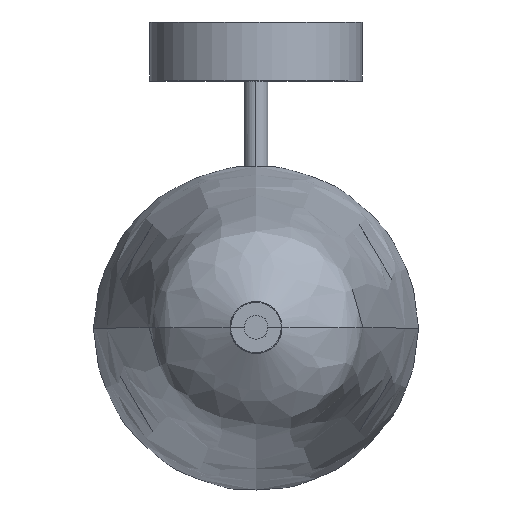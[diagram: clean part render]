
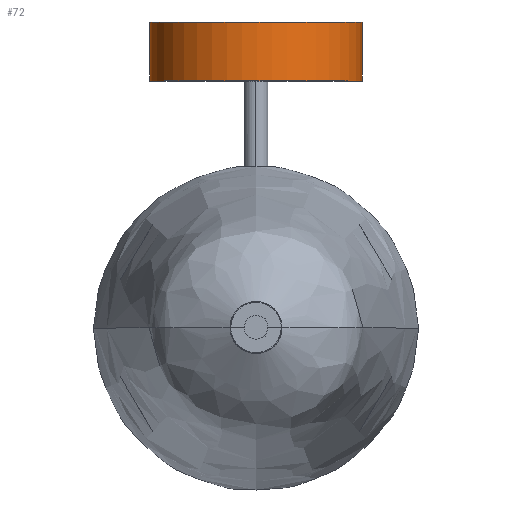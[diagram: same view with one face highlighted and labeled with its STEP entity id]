
A CAD part, top view. The second image highlights one B-rep face of the part: STEP entity #72.
In plain terms, the highlighted cylindrical face has radius 45 mm (diameter 90 mm), a partial arc.
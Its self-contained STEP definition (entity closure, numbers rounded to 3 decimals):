
#72=ADVANCED_FACE('',(#123),#683,.T.);
#123=FACE_OUTER_BOUND('',#174,.T.);
#174=EDGE_LOOP('',(#240,#241,#242,#243));
#240=ORIENTED_EDGE('',*,*,#427,.T.);
#241=ORIENTED_EDGE('',*,*,#426,.F.);
#242=ORIENTED_EDGE('',*,*,#425,.F.);
#243=ORIENTED_EDGE('',*,*,#424,.T.);
#424=EDGE_CURVE('',#628,#630,#556,.T.);
#425=EDGE_CURVE('',#628,#629,#557,.T.);
#426=EDGE_CURVE('',#629,#631,#558,.T.);
#427=EDGE_CURVE('',#630,#631,#559,.T.);
#556=(
BOUNDED_CURVE()
B_SPLINE_CURVE(2,(#945,#946,#947,#948,#949),.UNSPECIFIED.,.F.,.F.)
B_SPLINE_CURVE_WITH_KNOTS((3,2,3),(0.,70.686,141.372),
 .UNSPECIFIED.)
CURVE()
GEOMETRIC_REPRESENTATION_ITEM()
RATIONAL_B_SPLINE_CURVE((1.,0.707,1.,0.707,1.))
REPRESENTATION_ITEM('')
);
#557=(
BOUNDED_CURVE()
B_SPLINE_CURVE(1,(#950,#951),.UNSPECIFIED.,.F.,.F.)
B_SPLINE_CURVE_WITH_KNOTS((2,2),(0.,25.),.UNSPECIFIED.)
CURVE()
GEOMETRIC_REPRESENTATION_ITEM()
RATIONAL_B_SPLINE_CURVE((1.,1.))
REPRESENTATION_ITEM('')
);
#558=(
BOUNDED_CURVE()
B_SPLINE_CURVE(2,(#952,#953,#954,#955,#956),.UNSPECIFIED.,.F.,.F.)
B_SPLINE_CURVE_WITH_KNOTS((3,2,3),(0.,70.686,141.372),
 .UNSPECIFIED.)
CURVE()
GEOMETRIC_REPRESENTATION_ITEM()
RATIONAL_B_SPLINE_CURVE((1.,0.707,1.,0.707,1.))
REPRESENTATION_ITEM('')
);
#559=(
BOUNDED_CURVE()
B_SPLINE_CURVE(1,(#957,#958),.UNSPECIFIED.,.F.,.F.)
B_SPLINE_CURVE_WITH_KNOTS((2,2),(0.,25.),.UNSPECIFIED.)
CURVE()
GEOMETRIC_REPRESENTATION_ITEM()
RATIONAL_B_SPLINE_CURVE((1.,1.))
REPRESENTATION_ITEM('')
);
#628=VERTEX_POINT('',#941);
#629=VERTEX_POINT('',#942);
#630=VERTEX_POINT('',#943);
#631=VERTEX_POINT('',#944);
#683=CYLINDRICAL_SURFACE('',#786,45.);
#786=AXIS2_PLACEMENT_3D('',#937,#809,$);
#809=DIRECTION('',(0.,-1.,0.));
#937=CARTESIAN_POINT('',(-888.823,117.5,129.446));
#941=CARTESIAN_POINT('',(-843.823,130.,129.446));
#942=CARTESIAN_POINT('',(-843.823,105.,129.446));
#943=CARTESIAN_POINT('',(-933.823,130.,129.446));
#944=CARTESIAN_POINT('',(-933.823,105.,129.446));
#945=CARTESIAN_POINT('',(-843.823,130.,129.446));
#946=CARTESIAN_POINT('',(-843.823,130.,174.446));
#947=CARTESIAN_POINT('',(-888.823,130.,174.446));
#948=CARTESIAN_POINT('',(-933.823,130.,174.446));
#949=CARTESIAN_POINT('',(-933.823,130.,129.446));
#950=CARTESIAN_POINT('',(-843.823,130.,129.446));
#951=CARTESIAN_POINT('',(-843.823,105.,129.446));
#952=CARTESIAN_POINT('',(-843.823,105.,129.446));
#953=CARTESIAN_POINT('',(-843.823,105.,174.446));
#954=CARTESIAN_POINT('',(-888.823,105.,174.446));
#955=CARTESIAN_POINT('',(-933.823,105.,174.446));
#956=CARTESIAN_POINT('',(-933.823,105.,129.446));
#957=CARTESIAN_POINT('',(-933.823,130.,129.446));
#958=CARTESIAN_POINT('',(-933.823,105.,129.446));
